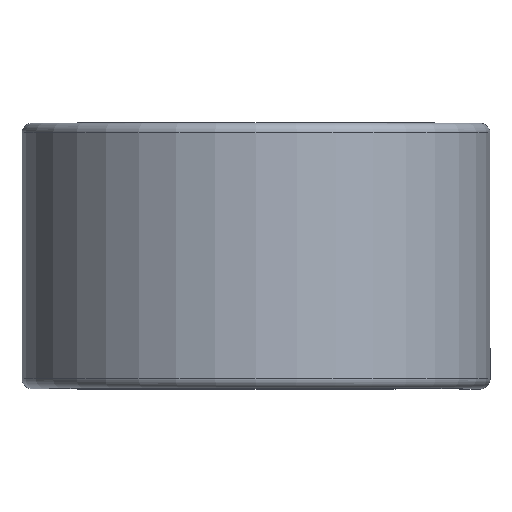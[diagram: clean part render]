
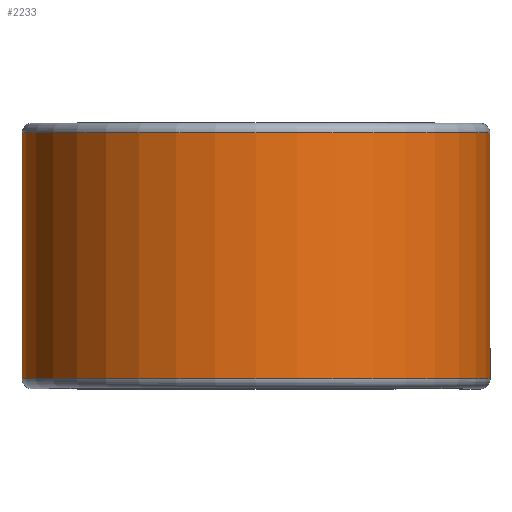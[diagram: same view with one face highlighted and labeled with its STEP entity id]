
A CAD part, top view. The second image highlights one B-rep face of the part: STEP entity #2233.
In plain terms, the highlighted cylindrical face has radius 18.186 mm (diameter 36.373 mm), a partial arc.
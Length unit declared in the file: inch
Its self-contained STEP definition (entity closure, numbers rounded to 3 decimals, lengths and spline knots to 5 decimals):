
#25 = CARTESIAN_POINT ( 'NONE',  ( 0., 0.37625, -0.716 ) ) ;
#107 = DIRECTION ( 'NONE',  ( 0., -1., 0. ) ) ;
#177 = CIRCLE ( 'NONE', #1876, 0.716 ) ;
#235 = VECTOR ( 'NONE', #808, 39.37008 ) ;
#351 = VECTOR ( 'NONE', #1477, 39.37008 ) ;
#412 = EDGE_LOOP ( 'NONE', ( #863, #1743, #552, #1357 ) ) ;
#418 = CARTESIAN_POINT ( 'NONE',  ( 0., 0.37625, 0. ) ) ;
#485 = VERTEX_POINT ( 'NONE', #2060 ) ;
#552 = ORIENTED_EDGE ( 'NONE', *, *, #1609, .F. ) ;
#576 = CARTESIAN_POINT ( 'NONE',  ( 0., 0.37625, -0.716 ) ) ;
#622 = DIRECTION ( 'NONE',  ( 0., 0., -1. ) ) ;
#634 = VERTEX_POINT ( 'NONE', #1673 ) ;
#649 = AXIS2_PLACEMENT_3D ( 'NONE', #1965, #711, #1616 ) ;
#711 = DIRECTION ( 'NONE',  ( 0., -1., 0. ) ) ;
#808 = DIRECTION ( 'NONE',  ( 0., 1., 0. ) ) ;
#863 = ORIENTED_EDGE ( 'NONE', *, *, #1835, .T. ) ;
#1035 = LINE ( 'NONE', #1521, #235 ) ;
#1041 = FACE_OUTER_BOUND ( 'NONE', #412, .T. ) ;
#1101 = AXIS2_PLACEMENT_3D ( 'NONE', #1180, #107, #1375 ) ;
#1180 = CARTESIAN_POINT ( 'NONE',  ( 0., -0.37625, 0. ) ) ;
#1357 = ORIENTED_EDGE ( 'NONE', *, *, #1883, .F. ) ;
#1375 = DIRECTION ( 'NONE',  ( 0., 0., -1. ) ) ;
#1430 = CIRCLE ( 'NONE', #1101, 0.716 ) ;
#1462 = LINE ( 'NONE', #576, #351 ) ;
#1477 = DIRECTION ( 'NONE',  ( 0., 1., 0. ) ) ;
#1521 = CARTESIAN_POINT ( 'NONE',  ( 0.716, 0.37625, 0. ) ) ;
#1580 = VERTEX_POINT ( 'NONE', #25 ) ;
#1609 = EDGE_CURVE ( 'NONE', #1755, #1580, #1462, .T. ) ;
#1616 = DIRECTION ( 'NONE',  ( 0., 0., -1. ) ) ;
#1673 = CARTESIAN_POINT ( 'NONE',  ( 0.716, -0.37625, 0. ) ) ;
#1705 = DIRECTION ( 'NONE',  ( 0., -1., 0. ) ) ;
#1743 = ORIENTED_EDGE ( 'NONE', *, *, #1826, .T. ) ;
#1755 = VERTEX_POINT ( 'NONE', #1854 ) ;
#1826 = EDGE_CURVE ( 'NONE', #485, #1580, #177, .T. ) ;
#1835 = EDGE_CURVE ( 'NONE', #634, #485, #1035, .T. ) ;
#1854 = CARTESIAN_POINT ( 'NONE',  ( 0., -0.37625, -0.716 ) ) ;
#1876 = AXIS2_PLACEMENT_3D ( 'NONE', #418, #1705, #622 ) ;
#1883 = EDGE_CURVE ( 'NONE', #634, #1755, #1430, .T. ) ;
#1950 = CYLINDRICAL_SURFACE ( 'NONE', #649, 0.716 ) ;
#1965 = CARTESIAN_POINT ( 'NONE',  ( 0., 0.375, 0. ) ) ;
#2060 = CARTESIAN_POINT ( 'NONE',  ( 0.716, 0.37625, 0. ) ) ;
#2233 = ADVANCED_FACE ( 'NONE', ( #1041 ), #1950, .T. ) ;
